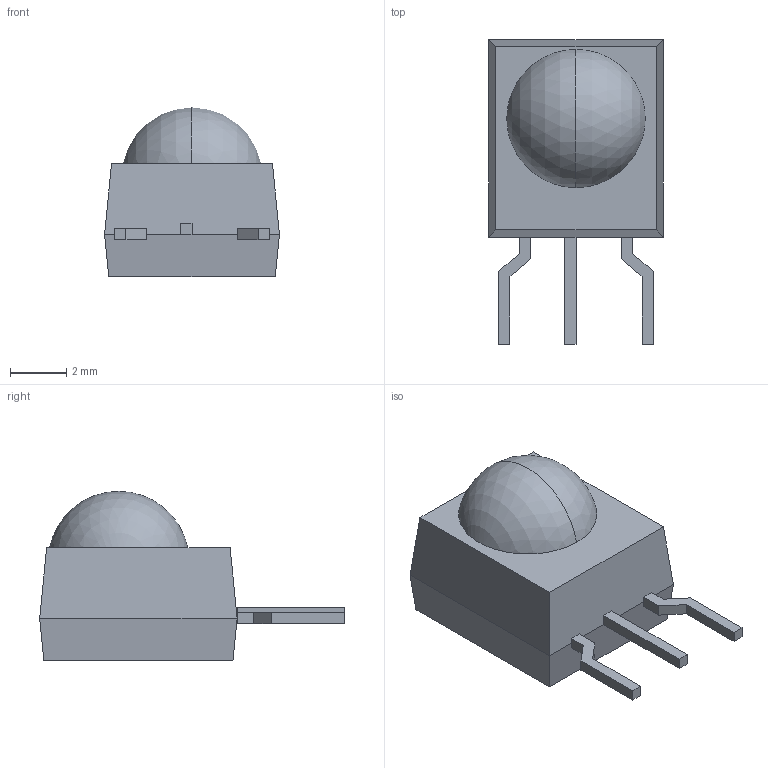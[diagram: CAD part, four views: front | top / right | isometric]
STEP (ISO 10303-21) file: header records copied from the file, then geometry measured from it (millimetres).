
FILE_DESCRIPTION (( 'STEP AP214' ), '1' );
FILE_NAME ('User Library-IR Receiver.STEP', '2020-02-12T03:24:23', ( '' ), ( '' ), 'SwSTEP 2.0', 'SolidWorks 2019', '' );
FILE_SCHEMA (( 'AUTOMOTIVE_DESIGN' ));
Length unit declared in the file: millimetre
Products named in the file (1): User Library-IR Receiver
Bounding box: 6.2 x 10.8 x 6 mm (x, y, z)
Volume: 187.6 mm3; surface area: 212.1 mm2
Topology: 4 solids, 4 shells, 38 faces, 83 edges, 54 vertices
Faces by surface type: plane 36, sphere 2
Entity records: 1101 total; most frequent: CARTESIAN_POINT 176, ORIENTED_EDGE 166, DIRECTION 164, EDGE_CURVE 83, VECTOR 80, LINE 80, VERTEX_POINT 54, AXIS2_PLACEMENT_3D 42
